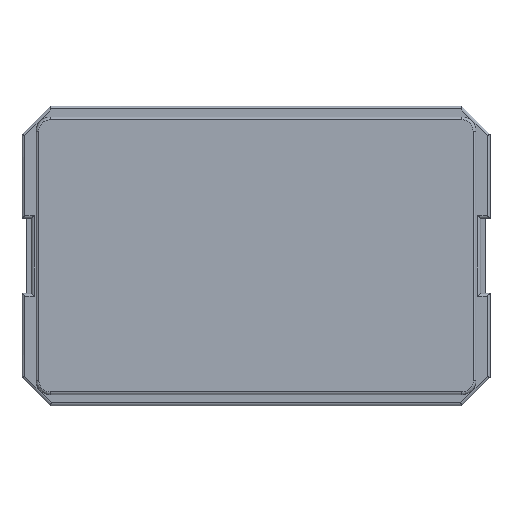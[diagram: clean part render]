
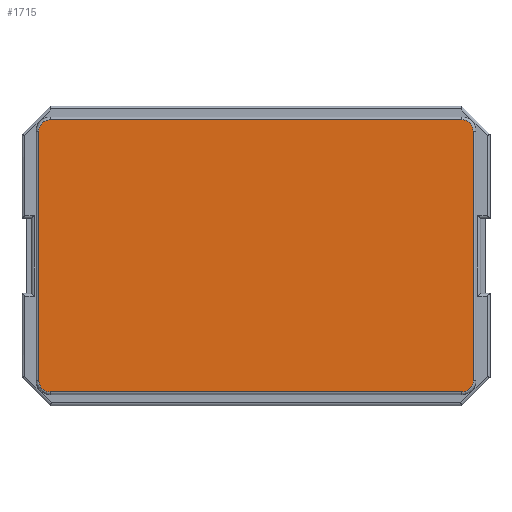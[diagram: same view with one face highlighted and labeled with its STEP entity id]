
A CAD part, top view. The second image highlights one B-rep face of the part: STEP entity #1715.
In plain terms, the highlighted planar face has unit normal (0, 0, 1).
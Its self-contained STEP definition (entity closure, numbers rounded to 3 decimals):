
#1409 = VERTEX_POINT('',#1410);
#1410 = CARTESIAN_POINT('',(-2.2,1.453,1.3));
#1417 = EDGE_CURVE('',#1409,#1418,#1420,.T.);
#1418 = VERTEX_POINT('',#1419);
#1419 = CARTESIAN_POINT('',(2.2,1.453,1.3));
#1420 = LINE('',#1421,#1422);
#1421 = CARTESIAN_POINT('',(-2.2,1.453,1.3));
#1422 = VECTOR('',#1423,1.);
#1423 = DIRECTION('',(1.,0.,0.));
#1443 = VERTEX_POINT('',#1444);
#1444 = CARTESIAN_POINT('',(-2.32,1.333,1.3));
#1451 = EDGE_CURVE('',#1443,#1409,#1452,.T.);
#1452 = ( BOUNDED_CURVE() B_SPLINE_CURVE(3,(#1453,#1454,#1455,#1456),
.UNSPECIFIED.,.F.,.F.) B_SPLINE_CURVE_WITH_KNOTS((4,4),(0.,1.),
.PIECEWISE_BEZIER_KNOTS.) CURVE() GEOMETRIC_REPRESENTATION_ITEM() 
RATIONAL_B_SPLINE_CURVE((1.,0.805,0.805,1.)) 
REPRESENTATION_ITEM('') );
#1453 = CARTESIAN_POINT('',(-2.32,1.333,1.3));
#1454 = CARTESIAN_POINT('',(-2.32,1.403,1.3));
#1455 = CARTESIAN_POINT('',(-2.27,1.453,1.3));
#1456 = CARTESIAN_POINT('',(-2.2,1.453,1.3));
#1480 = VERTEX_POINT('',#1481);
#1481 = CARTESIAN_POINT('',(-2.32,-1.333,1.3));
#1488 = EDGE_CURVE('',#1480,#1443,#1489,.T.);
#1489 = LINE('',#1490,#1491);
#1490 = CARTESIAN_POINT('',(-2.32,-1.333,1.3));
#1491 = VECTOR('',#1492,1.);
#1492 = DIRECTION('',(0.,1.,0.));
#1506 = VERTEX_POINT('',#1507);
#1507 = CARTESIAN_POINT('',(-2.2,-1.453,1.3));
#1514 = EDGE_CURVE('',#1506,#1480,#1515,.T.);
#1515 = ( BOUNDED_CURVE() B_SPLINE_CURVE(3,(#1516,#1517,#1518,#1519),
.UNSPECIFIED.,.F.,.F.) B_SPLINE_CURVE_WITH_KNOTS((4,4),(0.,1.),
.PIECEWISE_BEZIER_KNOTS.) CURVE() GEOMETRIC_REPRESENTATION_ITEM() 
RATIONAL_B_SPLINE_CURVE((1.,0.805,0.805,1.)) 
REPRESENTATION_ITEM('') );
#1516 = CARTESIAN_POINT('',(-2.2,-1.453,1.3));
#1517 = CARTESIAN_POINT('',(-2.27,-1.453,1.3));
#1518 = CARTESIAN_POINT('',(-2.32,-1.403,1.3));
#1519 = CARTESIAN_POINT('',(-2.32,-1.333,1.3));
#1543 = VERTEX_POINT('',#1544);
#1544 = CARTESIAN_POINT('',(2.2,-1.453,1.3));
#1551 = EDGE_CURVE('',#1543,#1506,#1552,.T.);
#1552 = LINE('',#1553,#1554);
#1553 = CARTESIAN_POINT('',(2.2,-1.453,1.3));
#1554 = VECTOR('',#1555,1.);
#1555 = DIRECTION('',(-1.,0.,0.));
#1569 = VERTEX_POINT('',#1570);
#1570 = CARTESIAN_POINT('',(2.32,-1.333,1.3));
#1577 = EDGE_CURVE('',#1569,#1543,#1578,.T.);
#1578 = ( BOUNDED_CURVE() B_SPLINE_CURVE(3,(#1579,#1580,#1581,#1582),
.UNSPECIFIED.,.F.,.F.) B_SPLINE_CURVE_WITH_KNOTS((4,4),(0.,1.),
.PIECEWISE_BEZIER_KNOTS.) CURVE() GEOMETRIC_REPRESENTATION_ITEM() 
RATIONAL_B_SPLINE_CURVE((1.,0.805,0.805,1.)) 
REPRESENTATION_ITEM('') );
#1579 = CARTESIAN_POINT('',(2.32,-1.333,1.3));
#1580 = CARTESIAN_POINT('',(2.32,-1.403,1.3));
#1581 = CARTESIAN_POINT('',(2.27,-1.453,1.3));
#1582 = CARTESIAN_POINT('',(2.2,-1.453,1.3));
#1606 = VERTEX_POINT('',#1607);
#1607 = CARTESIAN_POINT('',(2.32,1.333,1.3));
#1614 = EDGE_CURVE('',#1606,#1569,#1615,.T.);
#1615 = LINE('',#1616,#1617);
#1616 = CARTESIAN_POINT('',(2.32,1.333,1.3));
#1617 = VECTOR('',#1618,1.);
#1618 = DIRECTION('',(0.,-1.,0.));
#1632 = EDGE_CURVE('',#1606,#1418,#1633,.T.);
#1633 = B_SPLINE_CURVE_WITH_KNOTS('',3,(#1634,#1635,#1636,#1637,#1638,
    #1639),.UNSPECIFIED.,.F.,.F.,(4,2,4),(0.,0.5,1.),.UNSPECIFIED.);
#1634 = CARTESIAN_POINT('',(2.32,1.333,1.3));
#1635 = CARTESIAN_POINT('',(2.319,1.366,1.3));
#1636 = CARTESIAN_POINT('',(2.308,1.395,1.3));
#1637 = CARTESIAN_POINT('',(2.262,1.441,1.3));
#1638 = CARTESIAN_POINT('',(2.234,1.452,1.3));
#1639 = CARTESIAN_POINT('',(2.2,1.453,1.3));
#1715 = ADVANCED_FACE('',(#1716),#1726,.T.);
#1716 = FACE_BOUND('',#1717,.T.);
#1717 = EDGE_LOOP('',(#1718,#1719,#1720,#1721,#1722,#1723,#1724,#1725));
#1718 = ORIENTED_EDGE('',*,*,#1417,.F.);
#1719 = ORIENTED_EDGE('',*,*,#1451,.F.);
#1720 = ORIENTED_EDGE('',*,*,#1488,.F.);
#1721 = ORIENTED_EDGE('',*,*,#1514,.F.);
#1722 = ORIENTED_EDGE('',*,*,#1551,.F.);
#1723 = ORIENTED_EDGE('',*,*,#1577,.F.);
#1724 = ORIENTED_EDGE('',*,*,#1614,.F.);
#1725 = ORIENTED_EDGE('',*,*,#1632,.T.);
#1726 = PLANE('',#1727);
#1727 = AXIS2_PLACEMENT_3D('',#1728,#1729,#1730);
#1728 = CARTESIAN_POINT('',(-2.35,1.483,1.3));
#1729 = DIRECTION('',(0.,0.,1.));
#1730 = DIRECTION('',(1.,0.,0.));
